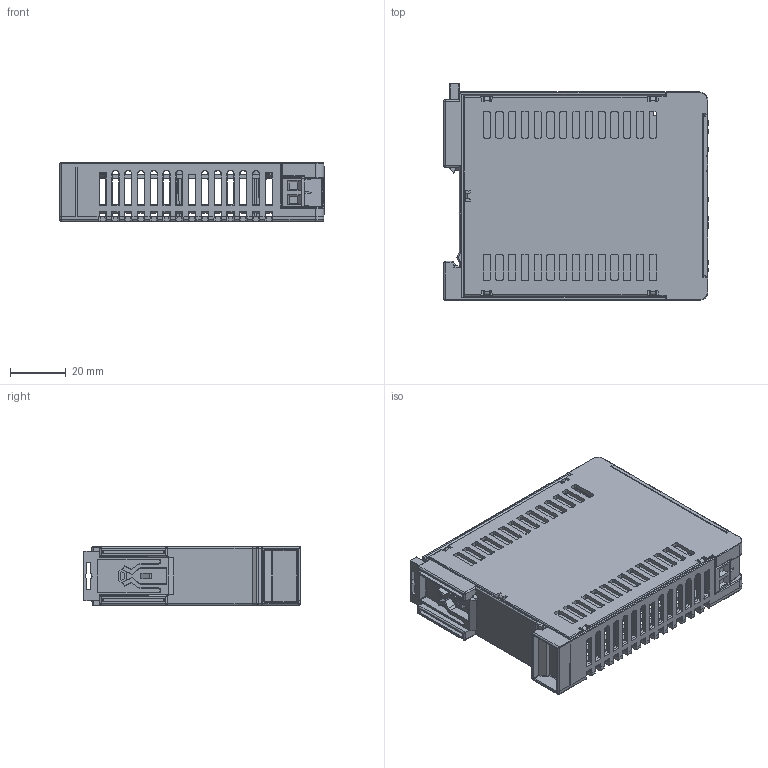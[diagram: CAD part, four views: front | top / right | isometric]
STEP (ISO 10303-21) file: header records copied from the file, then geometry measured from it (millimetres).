
FILE_DESCRIPTION (( 'STEP AP214' ), '1' );
FILE_NAME ('PSV5-15S.STEP', '2018-09-07T15:43:07', ( '' ), ( '' ), 'SwSTEP 2.0', 'SolidWorks 2017', '' );
FILE_SCHEMA (( 'AUTOMOTIVE_DESIGN' ));
Length unit declared in the file: inch
Products named in the file (1): PSV5-15S
Bounding box: 95.1 x 78 x 21 mm (x, y, z)
Volume: 38102.3 mm3; surface area: 62337.9 mm2
Topology: 11 solids, 13 shells, 2903 faces, 7968 edges, 5120 vertices
Faces by surface type: plane 1755, cylinder 822, bspline 188, torus 57, sphere 48, cone 33
Full cylindrical faces by diameter (mm): 2.9 x1, 3.4 x1, 3.5 x1, 3.9 x5, 4 x7, 4.013 x5
Entity records: 135622 total; most frequent: CARTESIAN_POINT 27377, ORIENTED_EDGE 15746, DIRECTION 12590, EDGE_CURVE 7873, VECTOR 5160, LINE 5160, VERTEX_POINT 5098, AXIS2_PLACEMENT_3D 3715
